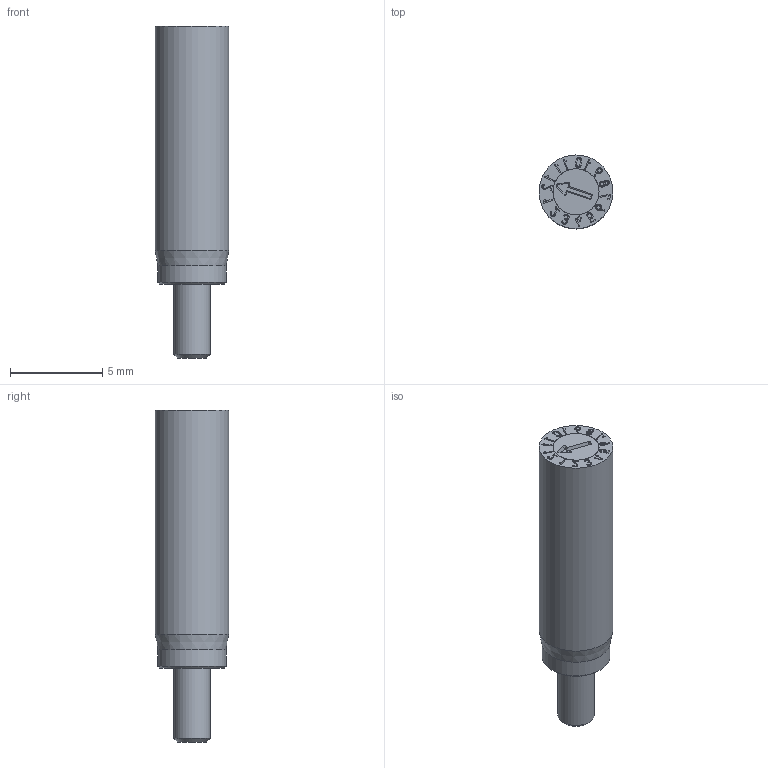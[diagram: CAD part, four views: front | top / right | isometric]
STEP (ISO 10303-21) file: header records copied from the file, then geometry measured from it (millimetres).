
FILE_DESCRIPTION(/* description */ (''),/* implementation_level */ '2;1');
FILE_NAME(/* name */ 'Dati-1200_B$4$00.stp',/* time_stamp */ '2025-08-06T17:25:31+02:00',/* author */ ('olafg'),/* organization */ (''),/* preprocessor_version */ 'ST-DEVELOPER v20',/* originating_system */ 'Autodesk Inventor 2024',/* authorisation */ '');
FILE_SCHEMA (('AUTOMOTIVE_DESIGN { 1 0 10303 214 3 1 1 }'));
Length unit declared in the file: millimetre
Products named in the file (4): Zusammenbau 1004; 1004-01-00 Hülse; 2004-05-00 Stelleinsatz; Gewindestift M2x6
Assembly tree (3 placements, depth 2):
  Zusammenbau 1004
    1004-01-00 Hülse
    2004-05-00 Stelleinsatz
    Gewindestift M2x6
Bounding box: 4 x 4 x 18 mm (x, y, z)
Volume: 165.9 mm3; surface area: 395.7 mm2
Topology: 3 solids, 3 shells, 309 faces, 836 edges, 556 vertices
Faces by surface type: bspline 182, plane 105, cone 13, cylinder 8, torus 1
Full cylindrical faces by diameter (mm): 1.4 x2, 2 x2, 2.5 x2, 3.7 x1, 4 x1
Entity records: 10836 total; most frequent: CARTESIAN_POINT 4130, ORIENTED_EDGE 1672, EDGE_CURVE 836, DIRECTION 781, VERTEX_POINT 556, LINE 431, VECTOR 431, B_SPLINE_CURVE_WITH_KNOTS 364
